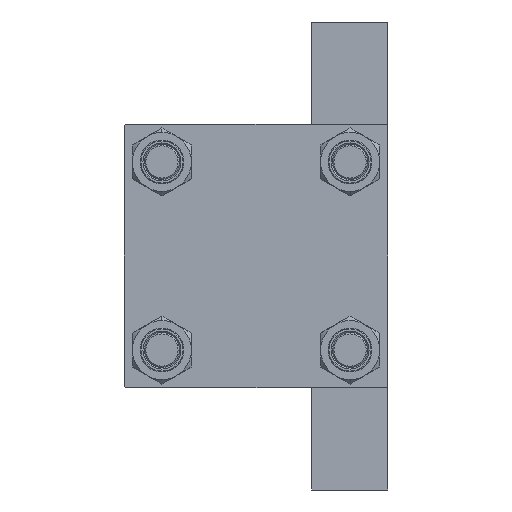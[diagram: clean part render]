
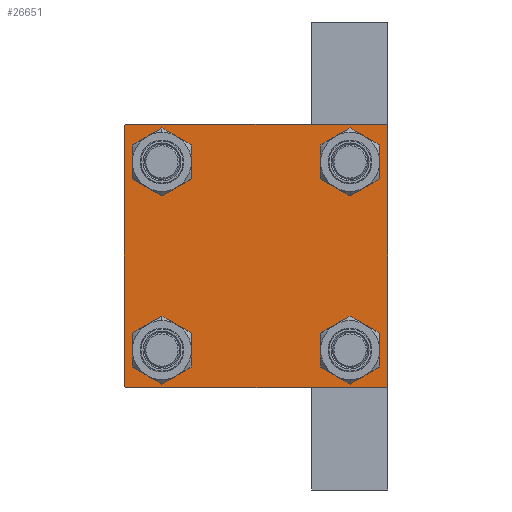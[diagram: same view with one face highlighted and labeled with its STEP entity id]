
A CAD part, left-side view. The second image highlights one B-rep face of the part: STEP entity #26651.
In plain terms, the highlighted planar face has unit normal (-1, 0, 0).
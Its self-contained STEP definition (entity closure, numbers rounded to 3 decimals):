
#1661 = CARTESIAN_POINT ( 'NONE',  ( 0., -32.15, 25.65 ) ) ;
#2052 = CARTESIAN_POINT ( 'NONE',  ( 0., 32.15, 25.65 ) ) ;
#2633 = VERTEX_POINT ( 'NONE', #2052 ) ;
#2661 = VECTOR ( 'NONE', #22266, 1000. ) ;
#3077 = EDGE_LOOP ( 'NONE', ( #24153, #39457 ) ) ;
#3256 = CARTESIAN_POINT ( 'NONE',  ( 0., 32.15, 32.15 ) ) ;
#4023 = EDGE_CURVE ( 'NONE', #5702, #9641, #40010, .T. ) ;
#4594 = CARTESIAN_POINT ( 'NONE',  ( 0., 0., 0. ) ) ;
#4830 = FACE_BOUND ( 'NONE', #3077, .T. ) ;
#5060 = DIRECTION ( 'NONE',  ( 0., 0., -1. ) ) ;
#5123 = CARTESIAN_POINT ( 'NONE',  ( 0., 44.75, 44.75 ) ) ;
#5150 = CIRCLE ( 'NONE', #41042, 6.5 ) ;
#5302 = DIRECTION ( 'NONE',  ( 0., 0., 1. ) ) ;
#5379 = VERTEX_POINT ( 'NONE', #30741 ) ;
#5702 = VERTEX_POINT ( 'NONE', #16687 ) ;
#6251 = LINE ( 'NONE', #32367, #37873 ) ;
#6356 = EDGE_CURVE ( 'NONE', #34304, #18030, #47122, .T. ) ;
#6536 = CIRCLE ( 'NONE', #40853, 6.5 ) ;
#6908 = DIRECTION ( 'NONE',  ( 0., 0., 1. ) ) ;
#6993 = VECTOR ( 'NONE', #39303, 1000. ) ;
#7016 = VECTOR ( 'NONE', #18370, 1000. ) ;
#7373 = LINE ( 'NONE', #40368, #7016 ) ;
#8021 = PLANE ( 'NONE',  #25139 ) ;
#8085 = ORIENTED_EDGE ( 'NONE', *, *, #9116, .T. ) ;
#8731 = CIRCLE ( 'NONE', #33697, 6.5 ) ;
#9116 = EDGE_CURVE ( 'NONE', #39990, #39848, #5150, .T. ) ;
#9499 = CIRCLE ( 'NONE', #36808, 6.5 ) ;
#9505 = LINE ( 'NONE', #5123, #6993 ) ;
#9641 = VERTEX_POINT ( 'NONE', #24331 ) ;
#9721 = VERTEX_POINT ( 'NONE', #13357 ) ;
#9866 = DIRECTION ( 'NONE',  ( 1., 0., 0. ) ) ;
#9912 = EDGE_CURVE ( 'NONE', #39848, #39990, #20796, .T. ) ;
#10872 = ORIENTED_EDGE ( 'NONE', *, *, #33808, .T. ) ;
#10991 = LINE ( 'NONE', #37371, #16114 ) ;
#11240 = DIRECTION ( 'NONE',  ( 0., -0.707, 0.707 ) ) ;
#11270 = EDGE_LOOP ( 'NONE', ( #39178, #8085 ) ) ;
#11880 = VECTOR ( 'NONE', #18392, 1000. ) ;
#12328 = ORIENTED_EDGE ( 'NONE', *, *, #30926, .T. ) ;
#12727 = CARTESIAN_POINT ( 'NONE',  ( 0., -32.15, -25.65 ) ) ;
#12905 = DIRECTION ( 'NONE',  ( 1., 0., 0. ) ) ;
#12957 = EDGE_LOOP ( 'NONE', ( #38846, #10872 ) ) ;
#13003 = CIRCLE ( 'NONE', #24671, 6.5 ) ;
#13237 = DIRECTION ( 'NONE',  ( 1., 0., 0. ) ) ;
#13357 = CARTESIAN_POINT ( 'NONE',  ( 0., -44.5, 45. ) ) ;
#13483 = CARTESIAN_POINT ( 'NONE',  ( 0., 32.15, 38.65 ) ) ;
#13935 = CARTESIAN_POINT ( 'NONE',  ( 0., 45., -44.5 ) ) ;
#14329 = ORIENTED_EDGE ( 'NONE', *, *, #42329, .T. ) ;
#14608 = ORIENTED_EDGE ( 'NONE', *, *, #41016, .T. ) ;
#14676 = CARTESIAN_POINT ( 'NONE',  ( 0., -45., 44.5 ) ) ;
#15193 = CARTESIAN_POINT ( 'NONE',  ( 0., -44.75, 44.75 ) ) ;
#15346 = VERTEX_POINT ( 'NONE', #30867 ) ;
#15906 = LINE ( 'NONE', #15193, #35252 ) ;
#16114 = VECTOR ( 'NONE', #11240, 1000. ) ;
#16154 = VECTOR ( 'NONE', #5060, 1000. ) ;
#16266 = EDGE_CURVE ( 'NONE', #19827, #35627, #27509, .T. ) ;
#16687 = CARTESIAN_POINT ( 'NONE',  ( 0., 32.15, -25.65 ) ) ;
#17029 = ORIENTED_EDGE ( 'NONE', *, *, #6356, .T. ) ;
#18030 = VERTEX_POINT ( 'NONE', #12727 ) ;
#18370 = DIRECTION ( 'NONE',  ( 0., -1., 0. ) ) ;
#18392 = DIRECTION ( 'NONE',  ( 0., -0.707, -0.707 ) ) ;
#19015 = DIRECTION ( 'NONE',  ( 0., 0., 1. ) ) ;
#19112 = LINE ( 'NONE', #36705, #11880 ) ;
#19484 = DIRECTION ( 'NONE',  ( -1., 0., 0. ) ) ;
#19827 = VERTEX_POINT ( 'NONE', #14676 ) ;
#20051 = EDGE_CURVE ( 'NONE', #23844, #39893, #9505, .T. ) ;
#20796 = CIRCLE ( 'NONE', #48124, 6.5 ) ;
#21129 = ORIENTED_EDGE ( 'NONE', *, *, #30363, .T. ) ;
#21492 = ORIENTED_EDGE ( 'NONE', *, *, #22285, .F. ) ;
#21809 = DIRECTION ( 'NONE',  ( 0., 0., 1. ) ) ;
#22266 = DIRECTION ( 'NONE',  ( 0., -1., 0. ) ) ;
#22285 = EDGE_CURVE ( 'NONE', #23844, #9721, #7373, .T. ) ;
#23075 = ORIENTED_EDGE ( 'NONE', *, *, #35405, .T. ) ;
#23610 = CARTESIAN_POINT ( 'NONE',  ( 0., -45., 45. ) ) ;
#23844 = VERTEX_POINT ( 'NONE', #27284 ) ;
#24153 = ORIENTED_EDGE ( 'NONE', *, *, #44389, .T. ) ;
#24331 = CARTESIAN_POINT ( 'NONE',  ( 0., 32.15, -38.65 ) ) ;
#24404 = VERTEX_POINT ( 'NONE', #13483 ) ;
#24419 = CARTESIAN_POINT ( 'NONE',  ( 0., 32.15, 32.15 ) ) ;
#24671 = AXIS2_PLACEMENT_3D ( 'NONE', #24419, #35671, #28814 ) ;
#25139 = AXIS2_PLACEMENT_3D ( 'NONE', #4594, #19484, #19015 ) ;
#25992 = EDGE_CURVE ( 'NONE', #18030, #34304, #8731, .T. ) ;
#26321 = EDGE_CURVE ( 'NONE', #2633, #24404, #9499, .T. ) ;
#26573 = FACE_BOUND ( 'NONE', #36926, .T. ) ;
#26651 = ADVANCED_FACE ( 'NONE', ( #41733, #26573, #34867, #4830, #27285 ), #8021, .T. ) ;
#27284 = CARTESIAN_POINT ( 'NONE',  ( 0., 44.5, 45. ) ) ;
#27285 = FACE_OUTER_BOUND ( 'NONE', #41564, .T. ) ;
#27509 = LINE ( 'NONE', #23610, #16154 ) ;
#27748 = DIRECTION ( 'NONE',  ( 1., 0., 0. ) ) ;
#27799 = DIRECTION ( 'NONE',  ( 0., 0., 1. ) ) ;
#28241 = CARTESIAN_POINT ( 'NONE',  ( 0., -32.15, -32.15 ) ) ;
#28421 = DIRECTION ( 'NONE',  ( 1., 0., 0. ) ) ;
#28669 = DIRECTION ( 'NONE',  ( 1., 0., 0. ) ) ;
#28814 = DIRECTION ( 'NONE',  ( 0., 0., 1. ) ) ;
#30068 = CARTESIAN_POINT ( 'NONE',  ( 0., 45., -45. ) ) ;
#30079 = DIRECTION ( 'NONE',  ( 0., 0.707, 0.707 ) ) ;
#30363 = EDGE_CURVE ( 'NONE', #19827, #9721, #15906, .T. ) ;
#30741 = CARTESIAN_POINT ( 'NONE',  ( 0., 44.5, -45. ) ) ;
#30867 = CARTESIAN_POINT ( 'NONE',  ( 0., -44.5, -45. ) ) ;
#30926 = EDGE_CURVE ( 'NONE', #40959, #5379, #19112, .T. ) ;
#32367 = CARTESIAN_POINT ( 'NONE',  ( 0., 45., 45. ) ) ;
#32560 = DIRECTION ( 'NONE',  ( 0., 0., 1. ) ) ;
#32748 = CARTESIAN_POINT ( 'NONE',  ( 0., -32.15, -38.65 ) ) ;
#33697 = AXIS2_PLACEMENT_3D ( 'NONE', #28241, #27748, #5302 ) ;
#33808 = EDGE_CURVE ( 'NONE', #9641, #5702, #6536, .T. ) ;
#34304 = VERTEX_POINT ( 'NONE', #32748 ) ;
#34867 = FACE_BOUND ( 'NONE', #12957, .T. ) ;
#35252 = VECTOR ( 'NONE', #30079, 1000. ) ;
#35405 = EDGE_CURVE ( 'NONE', #5379, #15346, #42455, .T. ) ;
#35510 = ORIENTED_EDGE ( 'NONE', *, *, #20051, .T. ) ;
#35627 = VERTEX_POINT ( 'NONE', #36326 ) ;
#35671 = DIRECTION ( 'NONE',  ( 1., 0., 0. ) ) ;
#35709 = CARTESIAN_POINT ( 'NONE',  ( 0., 32.15, -32.15 ) ) ;
#36326 = CARTESIAN_POINT ( 'NONE',  ( 0., -45., -44.5 ) ) ;
#36705 = CARTESIAN_POINT ( 'NONE',  ( 0., 44.75, -44.75 ) ) ;
#36808 = AXIS2_PLACEMENT_3D ( 'NONE', #3256, #28421, #47963 ) ;
#36926 = EDGE_LOOP ( 'NONE', ( #44973, #17029 ) ) ;
#37267 = DIRECTION ( 'NONE',  ( 0., 0., -1. ) ) ;
#37371 = CARTESIAN_POINT ( 'NONE',  ( 0., -44.75, -44.75 ) ) ;
#37873 = VECTOR ( 'NONE', #37267, 1000. ) ;
#37976 = ORIENTED_EDGE ( 'NONE', *, *, #16266, .F. ) ;
#38327 = CARTESIAN_POINT ( 'NONE',  ( 0., -32.15, -32.15 ) ) ;
#38660 = DIRECTION ( 'NONE',  ( 0., 0., 1. ) ) ;
#38846 = ORIENTED_EDGE ( 'NONE', *, *, #4023, .T. ) ;
#39178 = ORIENTED_EDGE ( 'NONE', *, *, #9912, .T. ) ;
#39303 = DIRECTION ( 'NONE',  ( 0., 0.707, -0.707 ) ) ;
#39457 = ORIENTED_EDGE ( 'NONE', *, *, #26321, .T. ) ;
#39848 = VERTEX_POINT ( 'NONE', #40545 ) ;
#39893 = VERTEX_POINT ( 'NONE', #44940 ) ;
#39990 = VERTEX_POINT ( 'NONE', #1661 ) ;
#40010 = CIRCLE ( 'NONE', #43104, 6.5 ) ;
#40106 = AXIS2_PLACEMENT_3D ( 'NONE', #38327, #12905, #27799 ) ;
#40368 = CARTESIAN_POINT ( 'NONE',  ( 0., 45., 45. ) ) ;
#40386 = CARTESIAN_POINT ( 'NONE',  ( 0., 32.15, -32.15 ) ) ;
#40545 = CARTESIAN_POINT ( 'NONE',  ( 0., -32.15, 38.65 ) ) ;
#40853 = AXIS2_PLACEMENT_3D ( 'NONE', #40386, #9866, #6908 ) ;
#40959 = VERTEX_POINT ( 'NONE', #13935 ) ;
#41016 = EDGE_CURVE ( 'NONE', #15346, #35627, #10991, .T. ) ;
#41042 = AXIS2_PLACEMENT_3D ( 'NONE', #41122, #47715, #21809 ) ;
#41122 = CARTESIAN_POINT ( 'NONE',  ( 0., -32.15, 32.15 ) ) ;
#41564 = EDGE_LOOP ( 'NONE', ( #14329, #12328, #23075, #14608, #37976, #21129, #21492, #35510 ) ) ;
#41733 = FACE_BOUND ( 'NONE', #11270, .T. ) ;
#42329 = EDGE_CURVE ( 'NONE', #39893, #40959, #6251, .T. ) ;
#42455 = LINE ( 'NONE', #30068, #2661 ) ;
#42845 = CARTESIAN_POINT ( 'NONE',  ( 0., -32.15, 32.15 ) ) ;
#43104 = AXIS2_PLACEMENT_3D ( 'NONE', #35709, #13237, #38660 ) ;
#44389 = EDGE_CURVE ( 'NONE', #24404, #2633, #13003, .T. ) ;
#44940 = CARTESIAN_POINT ( 'NONE',  ( 0., 45., 44.5 ) ) ;
#44973 = ORIENTED_EDGE ( 'NONE', *, *, #25992, .T. ) ;
#47122 = CIRCLE ( 'NONE', #40106, 6.5 ) ;
#47715 = DIRECTION ( 'NONE',  ( 1., 0., 0. ) ) ;
#47963 = DIRECTION ( 'NONE',  ( 0., 0., 1. ) ) ;
#48124 = AXIS2_PLACEMENT_3D ( 'NONE', #42845, #28669, #32560 ) ;
